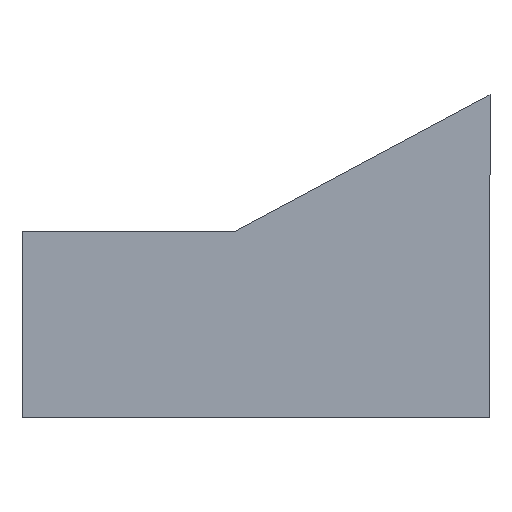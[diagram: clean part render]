
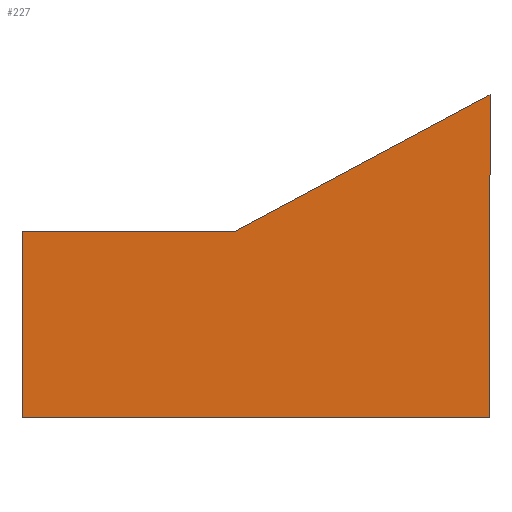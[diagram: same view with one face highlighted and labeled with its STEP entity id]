
A CAD part, front view. The second image highlights one B-rep face of the part: STEP entity #227.
In plain terms, the highlighted planar face has unit normal (0, -1, 0).
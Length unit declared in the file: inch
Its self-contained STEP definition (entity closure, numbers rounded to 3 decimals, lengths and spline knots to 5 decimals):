
#3 = VECTOR ( 'NONE', #37, 39.37008 ) ;
#10 = CARTESIAN_POINT ( 'NONE',  ( 0., 0., 0. ) ) ;
#17 = CARTESIAN_POINT ( 'NONE',  ( -23., 0., 0. ) ) ;
#18 = ORIENTED_EDGE ( 'NONE', *, *, #179, .F. ) ;
#37 = DIRECTION ( 'NONE',  ( 0.881, 0., 0.473 ) ) ;
#48 = EDGE_CURVE ( 'NONE', #64, #180, #184, .T. ) ;
#50 = LINE ( 'NONE', #176, #178 ) ;
#53 = DIRECTION ( 'NONE',  ( 0., 1., 0. ) ) ;
#59 = AXIS2_PLACEMENT_3D ( 'NONE', #10, #53, #120 ) ;
#64 = VERTEX_POINT ( 'NONE', #104 ) ;
#73 = DIRECTION ( 'NONE',  ( -1., 0., 0. ) ) ;
#87 = ORIENTED_EDGE ( 'NONE', *, *, #123, .F. ) ;
#98 = CARTESIAN_POINT ( 'NONE',  ( -23., 0., 0. ) ) ;
#102 = CARTESIAN_POINT ( 'NONE',  ( 27.32041, 0., -20. ) ) ;
#103 = LINE ( 'NONE', #197, #3 ) ;
#104 = CARTESIAN_POINT ( 'NONE',  ( -23., 0., -20. ) ) ;
#106 = VERTEX_POINT ( 'NONE', #228 ) ;
#108 = VERTEX_POINT ( 'NONE', #102 ) ;
#112 = VECTOR ( 'NONE', #224, 39.37008 ) ;
#120 = DIRECTION ( 'NONE',  ( 0., 0., 1. ) ) ;
#121 = DIRECTION ( 'NONE',  ( 0., 0., 1. ) ) ;
#123 = EDGE_CURVE ( 'NONE', #180, #106, #244, .T. ) ;
#125 = VERTEX_POINT ( 'NONE', #245 ) ;
#157 = CARTESIAN_POINT ( 'NONE',  ( 0., 0., 0. ) ) ;
#176 = CARTESIAN_POINT ( 'NONE',  ( 27.32041, 0., 14.64907 ) ) ;
#178 = VECTOR ( 'NONE', #198, 39.37008 ) ;
#179 = EDGE_CURVE ( 'NONE', #106, #125, #103, .T. ) ;
#180 = VERTEX_POINT ( 'NONE', #98 ) ;
#181 = FACE_OUTER_BOUND ( 'NONE', #252, .T. ) ;
#184 = LINE ( 'NONE', #17, #263 ) ;
#185 = ORIENTED_EDGE ( 'NONE', *, *, #48, .F. ) ;
#188 = ORIENTED_EDGE ( 'NONE', *, *, #234, .F. ) ;
#195 = EDGE_CURVE ( 'NONE', #125, #108, #50, .T. ) ;
#197 = CARTESIAN_POINT ( 'NONE',  ( 0., 0., 0. ) ) ;
#198 = DIRECTION ( 'NONE',  ( 0., 0., -1. ) ) ;
#202 = CARTESIAN_POINT ( 'NONE',  ( -23., 0., -20. ) ) ;
#214 = VECTOR ( 'NONE', #73, 39.37008 ) ;
#221 = LINE ( 'NONE', #202, #214 ) ;
#223 = PLANE ( 'NONE',  #59 ) ;
#224 = DIRECTION ( 'NONE',  ( 1., 0., 0. ) ) ;
#227 = ADVANCED_FACE ( 'NONE', ( #181 ), #223, .F. ) ;
#228 = CARTESIAN_POINT ( 'NONE',  ( 0., 0., 0. ) ) ;
#234 = EDGE_CURVE ( 'NONE', #108, #64, #221, .T. ) ;
#244 = LINE ( 'NONE', #157, #112 ) ;
#245 = CARTESIAN_POINT ( 'NONE',  ( 27.32041, 0., 14.64907 ) ) ;
#250 = ORIENTED_EDGE ( 'NONE', *, *, #195, .F. ) ;
#252 = EDGE_LOOP ( 'NONE', ( #18, #87, #185, #188, #250 ) ) ;
#263 = VECTOR ( 'NONE', #121, 39.37008 ) ;
